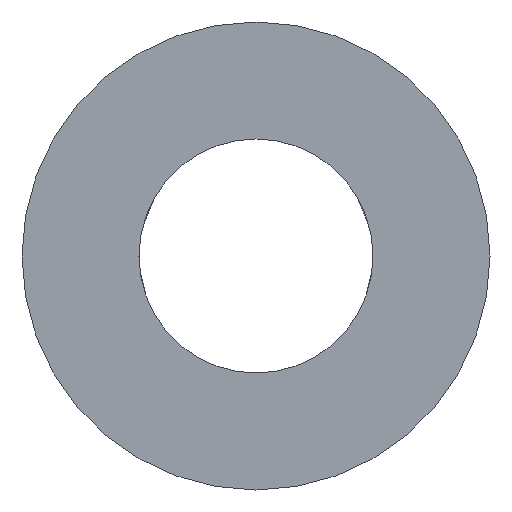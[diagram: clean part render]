
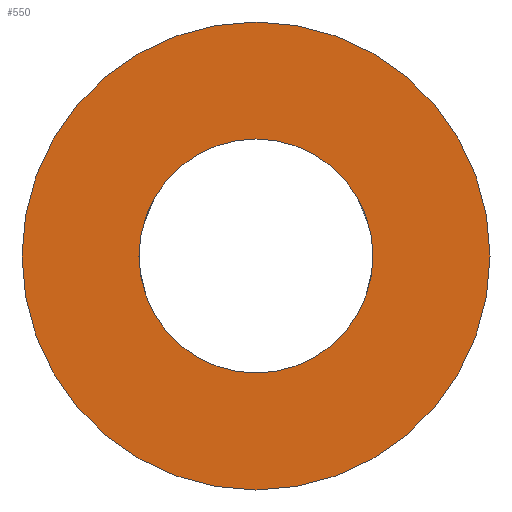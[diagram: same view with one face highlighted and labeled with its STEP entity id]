
A CAD part, left-side view. The second image highlights one B-rep face of the part: STEP entity #550.
In plain terms, the highlighted planar face has unit normal (-1, 0, 0).
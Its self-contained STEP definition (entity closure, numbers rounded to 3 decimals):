
#23 = CARTESIAN_POINT ( 'NONE',  ( 0., 0., 32. ) ) ;
#28 = VERTEX_POINT ( 'NONE', #376 ) ;
#34 = VERTEX_POINT ( 'NONE', #290 ) ;
#46 = DIRECTION ( 'NONE',  ( -1., 0., 0. ) ) ;
#94 = EDGE_CURVE ( 'NONE', #116, #28, #138, .T. ) ;
#109 = AXIS2_PLACEMENT_3D ( 'NONE', #257, #932, #113 ) ;
#113 = DIRECTION ( 'NONE',  ( 0., 0., 1. ) ) ;
#116 = VERTEX_POINT ( 'NONE', #784 ) ;
#127 = DIRECTION ( 'NONE',  ( 0., 0., 1. ) ) ;
#138 = CIRCLE ( 'NONE', #634, 16. ) ;
#139 = EDGE_LOOP ( 'NONE', ( #415, #584 ) ) ;
#158 = VERTEX_POINT ( 'NONE', #23 ) ;
#169 = EDGE_LOOP ( 'NONE', ( #739, #935 ) ) ;
#171 = AXIS2_PLACEMENT_3D ( 'NONE', #239, #543, #321 ) ;
#210 = DIRECTION ( 'NONE',  ( 0., 0., -1. ) ) ;
#237 = AXIS2_PLACEMENT_3D ( 'NONE', #741, #512, #210 ) ;
#239 = CARTESIAN_POINT ( 'NONE',  ( 0., 0., 0. ) ) ;
#253 = EDGE_CURVE ( 'NONE', #158, #34, #587, .T. ) ;
#257 = CARTESIAN_POINT ( 'NONE',  ( 0., 0., 0. ) ) ;
#290 = CARTESIAN_POINT ( 'NONE',  ( 0., 0., -32. ) ) ;
#321 = DIRECTION ( 'NONE',  ( 0., 0., 1. ) ) ;
#376 = CARTESIAN_POINT ( 'NONE',  ( 0., 0., -16. ) ) ;
#415 = ORIENTED_EDGE ( 'NONE', *, *, #253, .T. ) ;
#427 = FACE_OUTER_BOUND ( 'NONE', #139, .T. ) ;
#453 = EDGE_CURVE ( 'NONE', #34, #158, #760, .T. ) ;
#512 = DIRECTION ( 'NONE',  ( 1., 0., 0. ) ) ;
#543 = DIRECTION ( 'NONE',  ( -1., 0., 0. ) ) ;
#550 = ADVANCED_FACE ( 'NONE', ( #654, #427 ), #817, .F. ) ;
#584 = ORIENTED_EDGE ( 'NONE', *, *, #453, .T. ) ;
#587 = CIRCLE ( 'NONE', #171, 32. ) ;
#634 = AXIS2_PLACEMENT_3D ( 'NONE', #941, #846, #850 ) ;
#654 = FACE_BOUND ( 'NONE', #169, .T. ) ;
#725 = CARTESIAN_POINT ( 'NONE',  ( 0., 0., 0. ) ) ;
#739 = ORIENTED_EDGE ( 'NONE', *, *, #94, .F. ) ;
#741 = CARTESIAN_POINT ( 'NONE',  ( 0., 16., 0. ) ) ;
#760 = CIRCLE ( 'NONE', #109, 32. ) ;
#780 = CIRCLE ( 'NONE', #957, 16. ) ;
#784 = CARTESIAN_POINT ( 'NONE',  ( 0., 0., 16. ) ) ;
#817 = PLANE ( 'NONE',  #237 ) ;
#846 = DIRECTION ( 'NONE',  ( -1., 0., 0. ) ) ;
#850 = DIRECTION ( 'NONE',  ( 0., 0., 1. ) ) ;
#854 = EDGE_CURVE ( 'NONE', #28, #116, #780, .T. ) ;
#932 = DIRECTION ( 'NONE',  ( -1., 0., 0. ) ) ;
#935 = ORIENTED_EDGE ( 'NONE', *, *, #854, .F. ) ;
#941 = CARTESIAN_POINT ( 'NONE',  ( 0., 0., 0. ) ) ;
#957 = AXIS2_PLACEMENT_3D ( 'NONE', #725, #46, #127 ) ;
